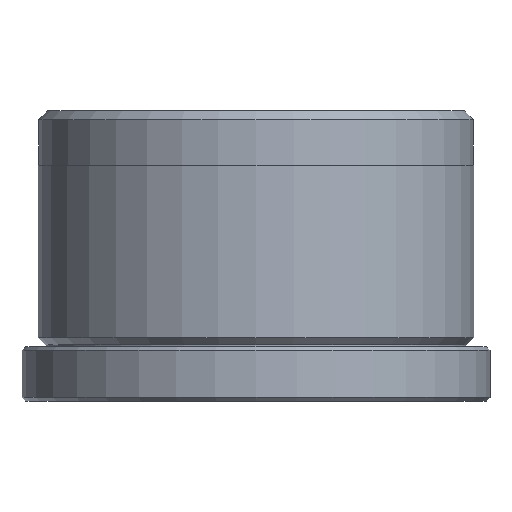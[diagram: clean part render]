
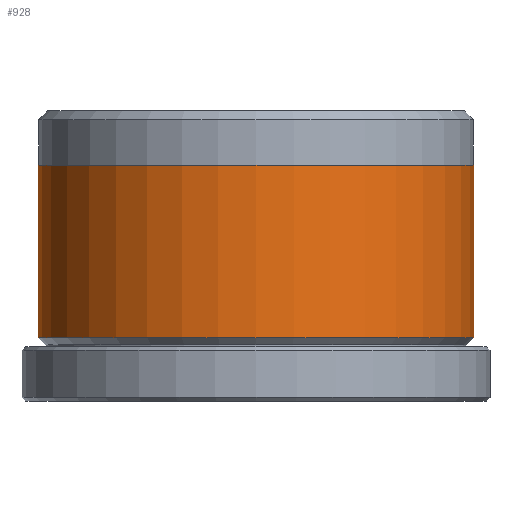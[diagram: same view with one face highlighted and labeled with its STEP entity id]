
A CAD part, front view. The second image highlights one B-rep face of the part: STEP entity #928.
In plain terms, the highlighted cylindrical face has radius 12 mm (diameter 24 mm), a partial arc.
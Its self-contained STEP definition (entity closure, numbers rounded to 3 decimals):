
#48 = ORIENTED_EDGE ( 'NONE', *, *, #1089, .T. ) ;
#67 = CIRCLE ( 'NONE', #676, 12. ) ;
#106 = EDGE_CURVE ( 'NONE', #529, #2045, #1279, .T. ) ;
#111 = DIRECTION ( 'NONE',  ( 0., 0., -1. ) ) ;
#207 = EDGE_LOOP ( 'NONE', ( #1505, #1018, #48, #1889 ) ) ;
#397 = CARTESIAN_POINT ( 'NONE',  ( 0., 0., 3.5 ) ) ;
#408 = DIRECTION ( 'NONE',  ( -1., 0., 0. ) ) ;
#448 = CARTESIAN_POINT ( 'NONE',  ( 12., 0., 13. ) ) ;
#507 = CARTESIAN_POINT ( 'NONE',  ( -12., 0., 16. ) ) ;
#511 = AXIS2_PLACEMENT_3D ( 'NONE', #1217, #1274, #1160 ) ;
#515 = DIRECTION ( 'NONE',  ( 0., 0., -1. ) ) ;
#529 = VERTEX_POINT ( 'NONE', #448 ) ;
#637 = VECTOR ( 'NONE', #674, 1000. ) ;
#674 = DIRECTION ( 'NONE',  ( 0., 0., -1. ) ) ;
#676 = AXIS2_PLACEMENT_3D ( 'NONE', #397, #515, #408 ) ;
#787 = VECTOR ( 'NONE', #111, 1000. ) ;
#830 = FACE_OUTER_BOUND ( 'NONE', #207, .T. ) ;
#854 = EDGE_CURVE ( 'NONE', #1710, #529, #1007, .T. ) ;
#913 = CARTESIAN_POINT ( 'NONE',  ( 0., 0., 13. ) ) ;
#918 = DIRECTION ( 'NONE',  ( 0., 0., 1. ) ) ;
#920 = DIRECTION ( 'NONE',  ( 1., 0., 0. ) ) ;
#928 = ADVANCED_FACE ( 'NONE', ( #830 ), #2167, .T. ) ;
#1007 = CIRCLE ( 'NONE', #1654, 12. ) ;
#1018 = ORIENTED_EDGE ( 'NONE', *, *, #854, .F. ) ;
#1081 = CARTESIAN_POINT ( 'NONE',  ( -12., 0., 3.5 ) ) ;
#1089 = EDGE_CURVE ( 'NONE', #1710, #1972, #1994, .T. ) ;
#1160 = DIRECTION ( 'NONE',  ( -1., 0., 0. ) ) ;
#1217 = CARTESIAN_POINT ( 'NONE',  ( 0., 0., 16. ) ) ;
#1274 = DIRECTION ( 'NONE',  ( 0., 0., -1. ) ) ;
#1279 = LINE ( 'NONE', #2156, #787 ) ;
#1484 = CARTESIAN_POINT ( 'NONE',  ( -12., 0., 13. ) ) ;
#1505 = ORIENTED_EDGE ( 'NONE', *, *, #106, .F. ) ;
#1654 = AXIS2_PLACEMENT_3D ( 'NONE', #913, #918, #920 ) ;
#1710 = VERTEX_POINT ( 'NONE', #1484 ) ;
#1812 = CARTESIAN_POINT ( 'NONE',  ( 12., 0., 3.5 ) ) ;
#1889 = ORIENTED_EDGE ( 'NONE', *, *, #1908, .F. ) ;
#1908 = EDGE_CURVE ( 'NONE', #2045, #1972, #67, .T. ) ;
#1972 = VERTEX_POINT ( 'NONE', #1081 ) ;
#1994 = LINE ( 'NONE', #507, #637 ) ;
#2045 = VERTEX_POINT ( 'NONE', #1812 ) ;
#2156 = CARTESIAN_POINT ( 'NONE',  ( 12., 0., 16. ) ) ;
#2167 = CYLINDRICAL_SURFACE ( 'NONE', #511, 12. ) ;
